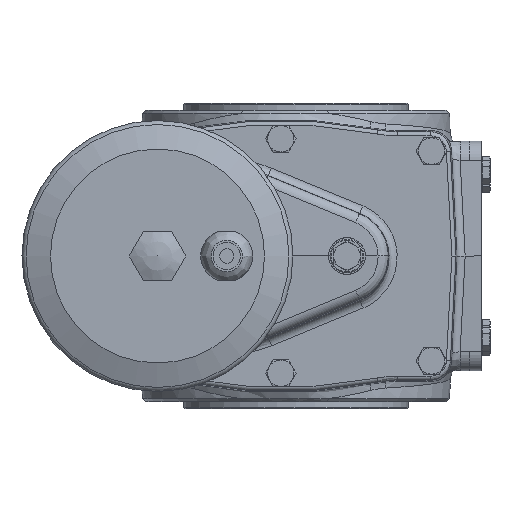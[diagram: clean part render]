
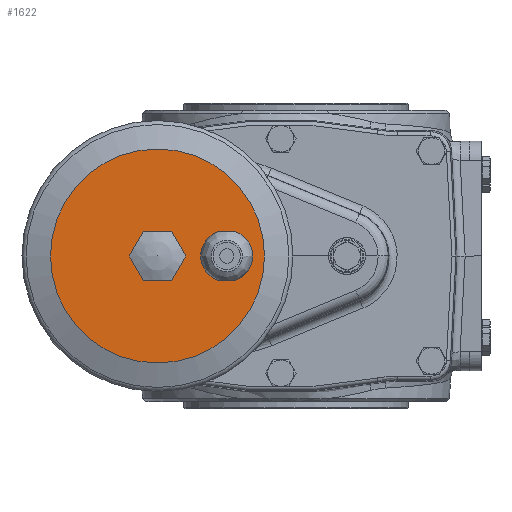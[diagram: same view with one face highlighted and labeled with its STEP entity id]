
A CAD part, left-side view. The second image highlights one B-rep face of the part: STEP entity #1622.
In plain terms, the highlighted planar face has unit normal (-1, 0, 0).
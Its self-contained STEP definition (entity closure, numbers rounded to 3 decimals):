
#1622 = ADVANCED_FACE( '', ( #3776, #3777, #3778 ), #3779, .T. );
#3776 = FACE_BOUND( '', #12517, .T. );
#3777 = FACE_OUTER_BOUND( '', #12518, .T. );
#3778 = FACE_BOUND( '', #12519, .T. );
#3779 = PLANE( '', #12520 );
#12517 = EDGE_LOOP( '', ( #20733, #20734, #20735, #20736 ) );
#12518 = EDGE_LOOP( '', ( #20737 ) );
#12519 = EDGE_LOOP( '', ( #20738, #20739, #20740, #20741, #20742, #20743 ) );
#12520 = AXIS2_PLACEMENT_3D( '', #20744, #20745, #20746 );
#20733 = ORIENTED_EDGE( '', *, *, #25444, .F. );
#20734 = ORIENTED_EDGE( '', *, *, #25445, .F. );
#20735 = ORIENTED_EDGE( '', *, *, #25446, .F. );
#20736 = ORIENTED_EDGE( '', *, *, #25447, .T. );
#20737 = ORIENTED_EDGE( '', *, *, #24600, .T. );
#20738 = ORIENTED_EDGE( '', *, *, #24838, .T. );
#20739 = ORIENTED_EDGE( '', *, *, #24743, .T. );
#20740 = ORIENTED_EDGE( '', *, *, #25448, .T. );
#20741 = ORIENTED_EDGE( '', *, *, #25449, .T. );
#20742 = ORIENTED_EDGE( '', *, *, #25439, .T. );
#20743 = ORIENTED_EDGE( '', *, *, #25450, .T. );
#20744 = CARTESIAN_POINT( '', ( -527.5, 15.5, 0. ) );
#20745 = DIRECTION( '', ( -1., 0., 0. ) );
#20746 = DIRECTION( '', ( 0., -1., 0. ) );
#24600 = EDGE_CURVE( '', #27519, #27519, #27520, .T. );
#24743 = EDGE_CURVE( '', #27745, #27749, #27751, .T. );
#24838 = EDGE_CURVE( '', #27891, #27745, #27894, .T. );
#25439 = EDGE_CURVE( '', #28734, #28738, #28740, .T. );
#25444 = EDGE_CURVE( '', #28747, #28748, #28749, .T. );
#25445 = EDGE_CURVE( '', #28750, #28747, #28751, .T. );
#25446 = EDGE_CURVE( '', #28752, #28750, #28753, .T. );
#25447 = EDGE_CURVE( '', #28752, #28748, #28754, .T. );
#25448 = EDGE_CURVE( '', #27749, #28755, #28756, .T. );
#25449 = EDGE_CURVE( '', #28755, #28734, #28757, .T. );
#25450 = EDGE_CURVE( '', #28738, #27891, #28758, .T. );
#27519 = VERTEX_POINT( '', #32860 );
#27520 = CIRCLE( '', #32861, 52.5 );
#27745 = VERTEX_POINT( '', #33394 );
#27749 = VERTEX_POINT( '', #33399 );
#27751 = LINE( '', #33402, #33403 );
#27891 = VERTEX_POINT( '', #33978 );
#27894 = LINE( '', #33982, #33983 );
#28734 = VERTEX_POINT( '', #36517 );
#28738 = VERTEX_POINT( '', #36522 );
#28740 = LINE( '', #36525, #36526 );
#28747 = VERTEX_POINT( '', #36533 );
#28748 = VERTEX_POINT( '', #36534 );
#28749 = CIRCLE( '', #36535, 12.8 );
#28750 = VERTEX_POINT( '', #36536 );
#28751 = LINE( '', #36537, #36538 );
#28752 = VERTEX_POINT( '', #36539 );
#28753 = CIRCLE( '', #36540, 12.8 );
#28754 = LINE( '', #36541, #36542 );
#28755 = VERTEX_POINT( '', #36543 );
#28756 = LINE( '', #36544, #36545 );
#28757 = LINE( '', #36546, #36547 );
#28758 = LINE( '', #36548, #36549 );
#32860 = CARTESIAN_POINT( '', ( -527.5, 15.5, 0. ) );
#32861 = AXIS2_PLACEMENT_3D( '', #39572, #39573, #39574 );
#33394 = CARTESIAN_POINT( '', ( -527.5, 81.856, 0. ) );
#33399 = CARTESIAN_POINT( '', ( -527.5, 74.928, 12. ) );
#33402 = CARTESIAN_POINT( '', ( -527.5, 81.856, 0. ) );
#33403 = VECTOR( '', #39730, 1000. );
#33978 = CARTESIAN_POINT( '', ( -527.5, 74.928, -12. ) );
#33982 = CARTESIAN_POINT( '', ( -527.5, 74.928, -12. ) );
#33983 = VECTOR( '', #39836, 1000. );
#36517 = CARTESIAN_POINT( '', ( -527.5, 54.144, 0. ) );
#36522 = CARTESIAN_POINT( '', ( -527.5, 61.072, -12. ) );
#36525 = CARTESIAN_POINT( '', ( -527.5, 54.144, 0. ) );
#36526 = VECTOR( '', #40465, 1000. );
#36533 = CARTESIAN_POINT( '', ( -527.5, 38.454, 12. ) );
#36534 = CARTESIAN_POINT( '', ( -527.5, 38.454, -12. ) );
#36535 = AXIS2_PLACEMENT_3D( '', #40472, #40473, #40474 );
#36536 = CARTESIAN_POINT( '', ( -527.5, 29.546, 12. ) );
#36537 = CARTESIAN_POINT( '', ( -527.5, 29.546, 12. ) );
#36538 = VECTOR( '', #40475, 1000. );
#36539 = CARTESIAN_POINT( '', ( -527.5, 29.546, -12. ) );
#36540 = AXIS2_PLACEMENT_3D( '', #40476, #40477, #40478 );
#36541 = CARTESIAN_POINT( '', ( -527.5, 29.546, -12. ) );
#36542 = VECTOR( '', #40479, 1000. );
#36543 = CARTESIAN_POINT( '', ( -527.5, 61.072, 12. ) );
#36544 = CARTESIAN_POINT( '', ( -527.5, 74.928, 12. ) );
#36545 = VECTOR( '', #40480, 1000. );
#36546 = CARTESIAN_POINT( '', ( -527.5, 61.072, 12. ) );
#36547 = VECTOR( '', #40481, 1000. );
#36548 = CARTESIAN_POINT( '', ( -527.5, 61.072, -12. ) );
#36549 = VECTOR( '', #40482, 1000. );
#39572 = CARTESIAN_POINT( '', ( -527.5, 68., 0. ) );
#39573 = DIRECTION( '', ( -1., 0., 0. ) );
#39574 = DIRECTION( '', ( 0., -1., 0. ) );
#39730 = DIRECTION( '', ( 0., -0.5, 0.866 ) );
#39836 = DIRECTION( '', ( 0., 0.5, 0.866 ) );
#40465 = DIRECTION( '', ( 0., 0.5, -0.866 ) );
#40472 = CARTESIAN_POINT( '', ( -527.5, 34., 0. ) );
#40473 = DIRECTION( '', ( -1., 0., 0. ) );
#40474 = DIRECTION( '', ( 0., -1., 0. ) );
#40475 = DIRECTION( '', ( 0., 1., 0. ) );
#40476 = CARTESIAN_POINT( '', ( -527.5, 34., 0. ) );
#40477 = DIRECTION( '', ( -1., 0., 0. ) );
#40478 = DIRECTION( '', ( 0., -1., 0. ) );
#40479 = DIRECTION( '', ( 0., 1., 0. ) );
#40480 = DIRECTION( '', ( 0., -1., 0. ) );
#40481 = DIRECTION( '', ( 0., -0.5, -0.866 ) );
#40482 = DIRECTION( '', ( 0., 1., 0. ) );
